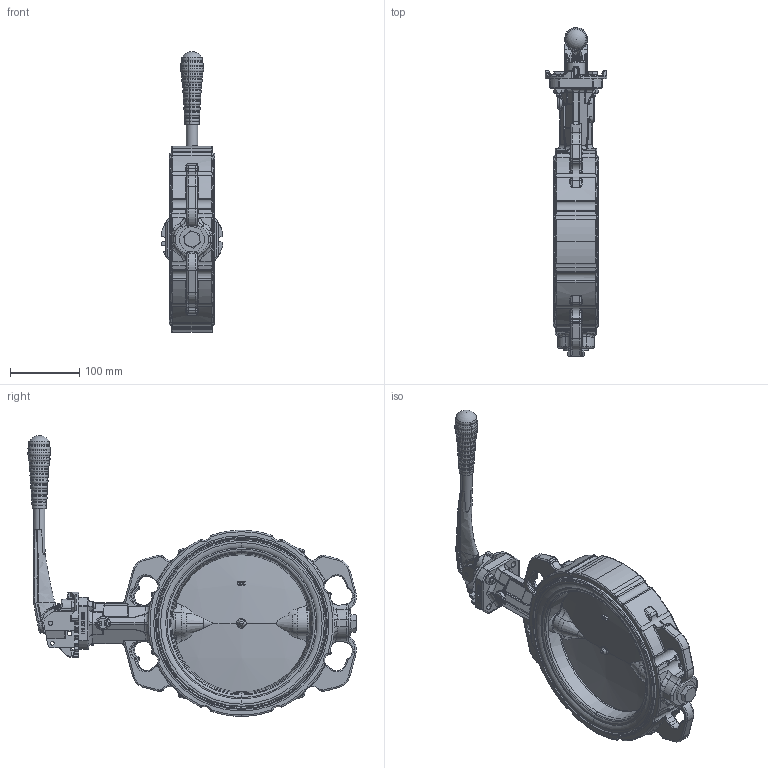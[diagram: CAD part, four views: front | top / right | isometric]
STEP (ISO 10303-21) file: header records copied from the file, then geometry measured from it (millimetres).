
FILE_DESCRIPTION (( 'STEP AP203' ), '1' );
FILE_NAME ('AK01_DN200_Handhebel.STEP', '2022-10-06T08:57:07', ( '' ), ( '' ), 'SwSTEP 2.0', 'SolidWorks 2021', '' );
FILE_SCHEMA (( 'CONFIG_CONTROL_DESIGN' ));
Length unit declared in the file: millimetre
Products named in the file (15): P125KOMPLET_1_8; P125KOMPLET_1_10; AK01_Handhebel DN150-bis-DN200; AK01_DN200_Handhebel; P125KOMPLET_1; P125KOMPLET_1_4; P125KOMPLET_1_7; P125KOMPLET_1_9; AK01_DN200_OH; P125KOMPLET_1_2; P125KOMPLET_1_6; P125KOMPLET_1_12; P125KOMPLET_1_11; P125KOMPLET_1_3; P125KOMPLET_1_5
Assembly tree (14 placements, depth 3):
  AK01_DN200_Handhebel
    AK01_DN200_OH
    AK01_Handhebel DN150-bis-DN200
      P125KOMPLET_1_11
      P125KOMPLET_1_2
      P125KOMPLET_1_10
      P125KOMPLET_1
      P125KOMPLET_1_8
      P125KOMPLET_1_12
      P125KOMPLET_1_7
      P125KOMPLET_1_4
      P125KOMPLET_1_3
      P125KOMPLET_1_9
      P125KOMPLET_1_5
      P125KOMPLET_1_6
Bounding box: 89.18 x 473.45 x 404.29 mm (x, y, z)
Volume: 2487582.5 mm3; surface area: 334505.7 mm2
Topology: 13 solids, 16 shells, 2026 faces, 5074 edges, 3070 vertices
Faces by surface type: cylinder 553, bspline 462, plane 433, torus 429, cone 120, sphere 29
Entity records: 102315 total; most frequent: CARTESIAN_POINT 55810, ORIENTED_EDGE 10042, DIRECTION 8696, EDGE_CURVE 5021, AXIS2_PLACEMENT_3D 3544, VERTEX_POINT 3068, EDGE_LOOP 2117, ADVANCED_FACE 2026
